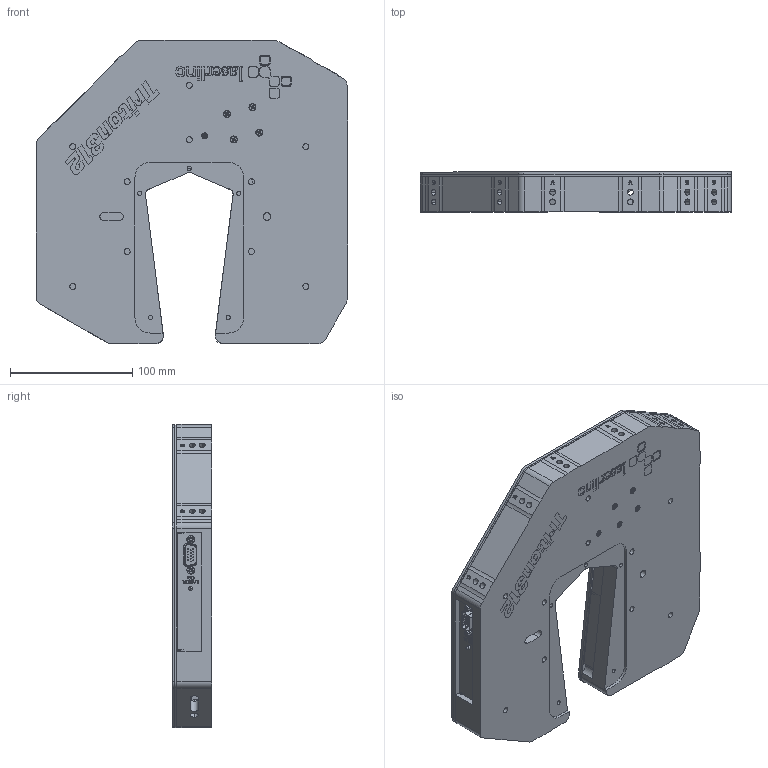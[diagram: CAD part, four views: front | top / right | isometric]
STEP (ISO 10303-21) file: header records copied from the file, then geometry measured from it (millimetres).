
FILE_DESCRIPTION (( 'STEP AP214' ), '1' );
FILE_NAME ('00312-01 Triton312 Triple-Axis Micrometer.STEP', '2014-10-02T15:59:03', ( 'Mark' ), ( '' ), 'SwSTEP 2.0', 'SolidWorks 2014', '' );
FILE_SCHEMA (( 'AUTOMOTIVE_DESIGN' ));
Length unit declared in the file: inch
Products named in the file (1): 00312-01 Triton312 Triple-Axis Micrometer
Bounding box: 254.46 x 32.48 x 248.16 mm (x, y, z)
Surface area: 275597.9 mm2 (no closed solid volume)
Topology: 0 solids, 151 shells, 1016 faces, 5391 edges, 4322 vertices
Faces by surface type: plane 573, cylinder 241, cone 177, bspline 21, torus 2, sphere 2
Entity records: 72583 total; most frequent: CARTESIAN_POINT 19333, DIRECTION 7617, ORIENTED_EDGE 7132, EDGE_CURVE 5343, VERTEX_POINT 4322, LINE 3051, VECTOR 3051, AXIS2_PLACEMENT_3D 2283
